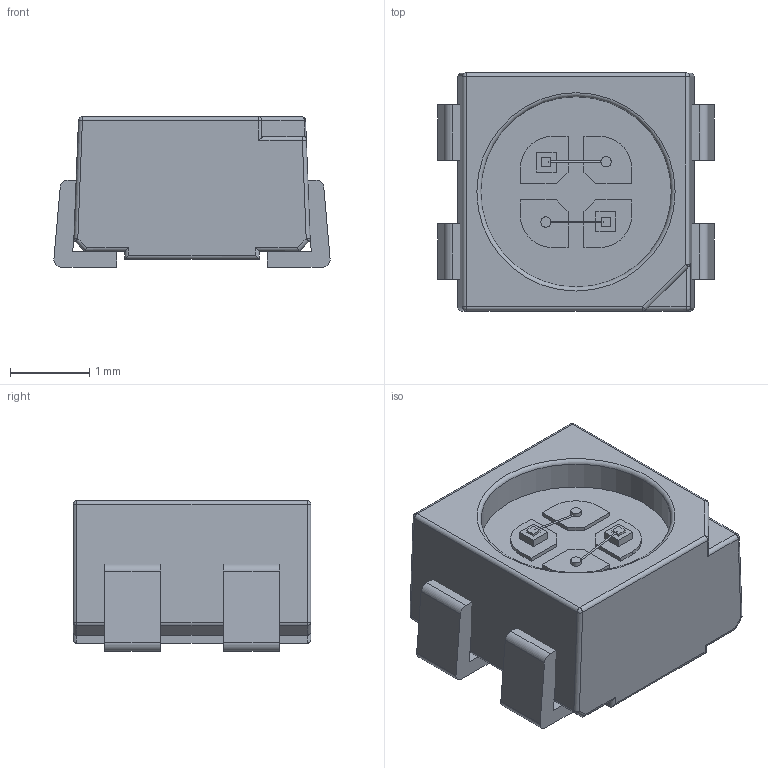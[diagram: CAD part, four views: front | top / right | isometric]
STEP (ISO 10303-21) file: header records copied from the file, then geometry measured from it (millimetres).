
FILE_DESCRIPTION(('FreeCAD Model'),'2;1');
FILE_NAME('HSMF-A201-A00J1.step', '2021-02-12T16:52:57',('Author'),(''), 'Open CASCADE STEP processor 7.3','FreeCAD','Unknown');
FILE_SCHEMA(('AUTOMOTIVE_DESIGN { 1 0 10303 214 1 1 1 1 }'));
Length unit declared in the file: millimetre
Products named in the file (7): Fillet001; Mirror_of_Fillet002; Mirror_of_Fillet001; Mirror_of_Mirror_of_Fillet001; Sweep001; Sweep; Fillet002
Bounding box: 3.48 x 3 x 1.9 mm (x, y, z)
Volume: 14.6 mm3; surface area: 54.4 mm2
Topology: 5 solids, 7 shells, 150 faces, 354 edges, 215 vertices
Faces by surface type: plane 93, cylinder 44, sphere 10, extrusion 2, torus 1
Full cylindrical faces by diameter (mm): 0.13 x2, 2.4 x1
Entity records: 9685 total; most frequent: CARTESIAN_POINT 1771, DIRECTION 1325, VECTOR 841, LINE 839, ORIENTED_EDGE 684, PCURVE 684, DEFINITIONAL_REPRESENTATION 684, EDGE_CURVE 344
